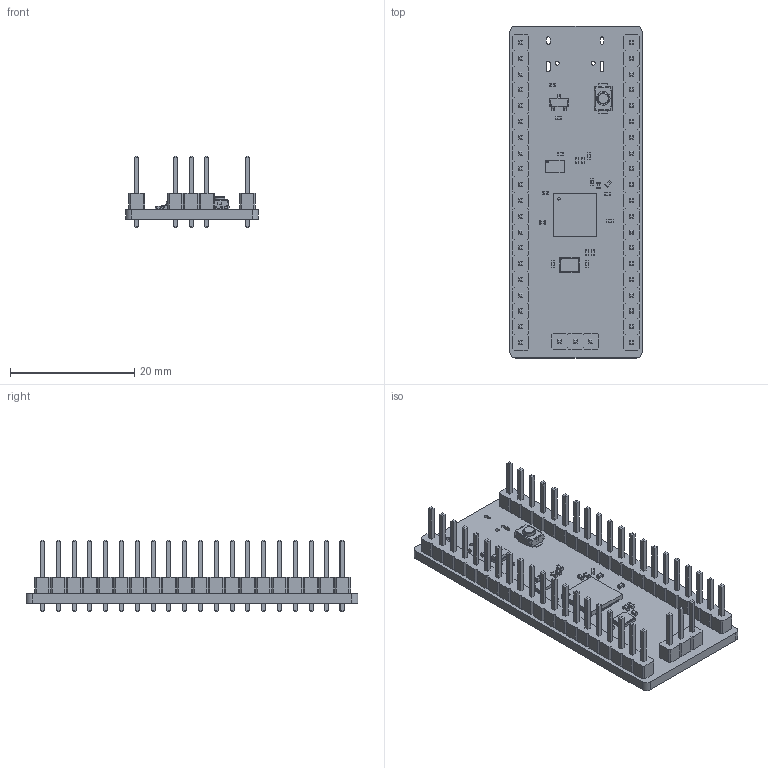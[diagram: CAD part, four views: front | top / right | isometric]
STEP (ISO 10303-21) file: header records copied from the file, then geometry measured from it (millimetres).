
FILE_DESCRIPTION(('KiCad electronic assembly'),'2;1');
FILE_NAME('Devboard RP2040.step','2026-02-26T14:17:01',('Pcbnew'),( 'Kicad'),'Open CASCADE STEP processor 7.8','KiCad to STEP converter' ,'Unknown');
FILE_SCHEMA(('AUTOMOTIVE_DESIGN { 1 0 10303 214 1 1 1 1 }'));
Length unit declared in the file: millimetre
Products named in the file (10): Devboard RP2040 1; PinHeader_1x20_P2.54mm_Vertical; C_0402_1005Metric; Crystal_SMD_3225-4Pin_3.2x2.5mm; SW_Push_SPST_NO_Alps_SKRK; QFN-56-1EP_7x7mm_P0.4mm_EP3.2x3.2mm; PinHeader_1x03_P2.54mm_Vertical; SOT-23; Winbond_USON-8-1EP_3x2mm_P0.5mm_EP0.2x1.6mm; Devboard RP2040_PCB
Assembly tree (26 placements, depth 2):
  Devboard RP2040 1
    PinHeader_1x20_P2.54mm_Vertical  x2
    C_0402_1005Metric  x17
    Crystal_SMD_3225-4Pin_3.2x2.5mm
    SW_Push_SPST_NO_Alps_SKRK
    QFN-56-1EP_7x7mm_P0.4mm_EP3.2x3.2mm
    PinHeader_1x03_P2.54mm_Vertical
    SOT-23
    Winbond_USON-8-1EP_3x2mm_P0.5mm_EP0.2x1.6mm
    Devboard RP2040_PCB
Bounding box: 21.35 x 53.4 x 11.54 mm (x, y, z)
Volume: 2585 mm3; surface area: 5086.7 mm2
Topology: 26 solids, 26 shells, 2227 faces, 5760 edges, 3702 vertices
Faces by surface type: plane 1909, cylinder 301, bspline 16, torus 1
Full cylindrical faces by diameter (mm): 0.25 x1, 0.4 x1, 0.65 x2, 1 x43, 1.8 x1, 2.2 x1
Entity records: 49531 total; most frequent: CARTESIAN_POINT 7046, ORIENTED_EDGE 6892, DIRECTION 6251, EDGE_CURVE 3442, LINE 3197, VECTOR 3197, VERTEX_POINT 2210, AXIS2_PLACEMENT_3D 1527
